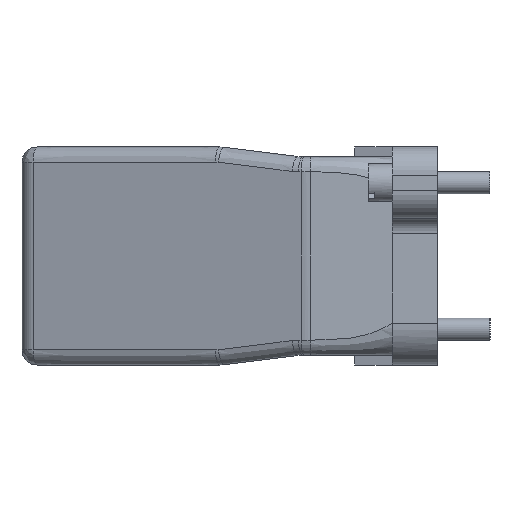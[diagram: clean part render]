
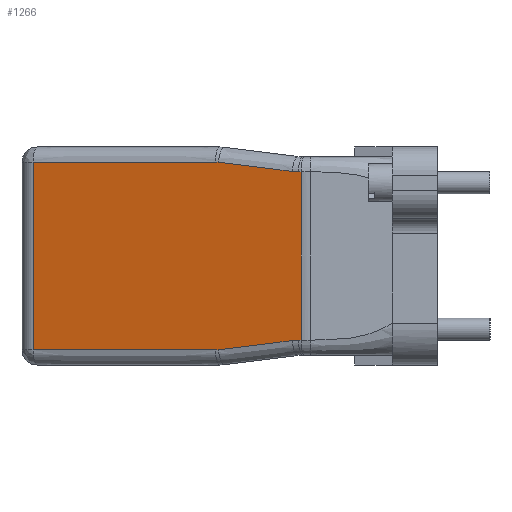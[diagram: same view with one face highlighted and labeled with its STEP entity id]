
A CAD part, left-side view. The second image highlights one B-rep face of the part: STEP entity #1266.
In plain terms, the highlighted planar face has unit normal (-0.966, 0.259, 0).
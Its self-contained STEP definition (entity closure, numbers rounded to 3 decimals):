
#749=B_SPLINE_CURVE_WITH_KNOTS('',3,(#9766,#9767,#9768,#9769),
 .UNSPECIFIED.,.F.,.F.,(4,4),(0.,1.),.UNSPECIFIED.);
#751=B_SPLINE_CURVE_WITH_KNOTS('',3,(#9788,#9789,#9790,#9791),
 .UNSPECIFIED.,.F.,.F.,(4,4),(0.,1.),.UNSPECIFIED.);
#752=B_SPLINE_CURVE_WITH_KNOTS('',3,(#9806,#9807,#9808,#9809),
 .UNSPECIFIED.,.F.,.F.,(4,4),(0.,1.),.UNSPECIFIED.);
#753=B_SPLINE_CURVE_WITH_KNOTS('',3,(#9824,#9825,#9826,#9827),
 .UNSPECIFIED.,.F.,.F.,(4,4),(0.,1.),.UNSPECIFIED.);
#754=B_SPLINE_CURVE_WITH_KNOTS('',3,(#9842,#9843,#9844,#9845),
 .UNSPECIFIED.,.F.,.F.,(4,4),(0.,1.),.UNSPECIFIED.);
#755=B_SPLINE_CURVE_WITH_KNOTS('',3,(#9860,#9861,#9862,#9863),
 .UNSPECIFIED.,.F.,.F.,(4,4),(0.,1.),.UNSPECIFIED.);
#756=B_SPLINE_CURVE_WITH_KNOTS('',3,(#9865,#9866,#9867,#9868),
 .UNSPECIFIED.,.F.,.F.,(4,4),(0.,1.),.UNSPECIFIED.);
#757=B_SPLINE_CURVE_WITH_KNOTS('',3,(#9870,#9871,#9872,#9873),
 .UNSPECIFIED.,.F.,.F.,(4,4),(0.,1.),.UNSPECIFIED.);
#758=B_SPLINE_CURVE_WITH_KNOTS('',3,(#9875,#9876,#9877,#9878),
 .UNSPECIFIED.,.F.,.F.,(4,4),(0.,1.),.UNSPECIFIED.);
#759=B_SPLINE_CURVE_WITH_KNOTS('',3,(#9880,#9881,#9882,#9883),
 .UNSPECIFIED.,.F.,.F.,(4,4),(0.,1.),.UNSPECIFIED.);
#1266=ADVANCED_FACE('',(#1773),#1521,.T.);
#1521=PLANE('',#6804);
#1773=FACE_OUTER_BOUND('',#2105,.T.);
#2105=EDGE_LOOP('',(#3036,#3037,#3038,#3039,#3040,#3041,#3042,#3043,#3044,
#3045,#3046,#3047));
#3036=ORIENTED_EDGE('',*,*,#4892,.T.);
#3037=ORIENTED_EDGE('',*,*,#4890,.T.);
#3038=ORIENTED_EDGE('',*,*,#4888,.T.);
#3039=ORIENTED_EDGE('',*,*,#4886,.T.);
#3040=ORIENTED_EDGE('',*,*,#4883,.T.);
#3041=ORIENTED_EDGE('',*,*,#4893,.F.);
#3042=ORIENTED_EDGE('',*,*,#4894,.T.);
#3043=ORIENTED_EDGE('',*,*,#4895,.T.);
#3044=ORIENTED_EDGE('',*,*,#4896,.T.);
#3045=ORIENTED_EDGE('',*,*,#4897,.T.);
#3046=ORIENTED_EDGE('',*,*,#4898,.T.);
#3047=ORIENTED_EDGE('',*,*,#4869,.T.);
#4210=VERTEX_POINT('',#9702);
#4211=VERTEX_POINT('',#9704);
#4217=VERTEX_POINT('',#9764);
#4219=VERTEX_POINT('',#9770);
#4220=VERTEX_POINT('',#9792);
#4221=VERTEX_POINT('',#9810);
#4222=VERTEX_POINT('',#9828);
#4223=VERTEX_POINT('',#9859);
#4224=VERTEX_POINT('',#9864);
#4225=VERTEX_POINT('',#9869);
#4226=VERTEX_POINT('',#9874);
#4227=VERTEX_POINT('',#9879);
#4869=EDGE_CURVE('',#4211,#4210,#5553,.T.);
#4883=EDGE_CURVE('',#4219,#4217,#749,.T.);
#4886=EDGE_CURVE('',#4220,#4219,#751,.T.);
#4888=EDGE_CURVE('',#4221,#4220,#752,.T.);
#4890=EDGE_CURVE('',#4222,#4221,#753,.T.);
#4892=EDGE_CURVE('',#4210,#4222,#754,.T.);
#4893=EDGE_CURVE('',#4223,#4217,#5558,.T.);
#4894=EDGE_CURVE('',#4223,#4224,#755,.T.);
#4895=EDGE_CURVE('',#4224,#4225,#756,.T.);
#4896=EDGE_CURVE('',#4225,#4226,#757,.T.);
#4897=EDGE_CURVE('',#4226,#4227,#758,.T.);
#4898=EDGE_CURVE('',#4227,#4211,#759,.T.);
#5553=LINE('',#9703,#6109);
#5558=LINE('',#9858,#6114);
#6109=VECTOR('',#7714,1.);
#6114=VECTOR('',#7745,1.);
#6804=AXIS2_PLACEMENT_3D('',#9884,#7746,#7747);
#7714=DIRECTION('',(0.,0.,-1.));
#7745=DIRECTION('',(0.,0.,-1.));
#7746=DIRECTION('',(-0.966,0.259,0.));
#7747=DIRECTION('',(-0.259,-0.966,0.));
#9702=CARTESIAN_POINT('',(-55.564,89.535,-25.));
#9703=CARTESIAN_POINT('',(-55.564,89.535,25.));
#9704=CARTESIAN_POINT('',(-55.564,89.535,25.));
#9764=CARTESIAN_POINT('',(-74.659,18.272,-22.4));
#9766=CARTESIAN_POINT('',(-74.487,18.914,-22.4));
#9767=CARTESIAN_POINT('',(-74.544,18.7,-22.4));
#9768=CARTESIAN_POINT('',(-74.602,18.486,-22.4));
#9769=CARTESIAN_POINT('',(-74.659,18.272,-22.4));
#9770=CARTESIAN_POINT('',(-74.487,18.914,-22.4));
#9788=CARTESIAN_POINT('',(-74.023,20.646,-22.508));
#9789=CARTESIAN_POINT('',(-74.177,20.072,-22.436));
#9790=CARTESIAN_POINT('',(-74.332,19.493,-22.4));
#9791=CARTESIAN_POINT('',(-74.487,18.914,-22.4));
#9792=CARTESIAN_POINT('',(-74.023,20.646,-22.508));
#9806=CARTESIAN_POINT('',(-68.766,40.266,-24.954));
#9807=CARTESIAN_POINT('',(-70.518,33.726,-24.138));
#9808=CARTESIAN_POINT('',(-72.271,27.186,-23.323));
#9809=CARTESIAN_POINT('',(-74.023,20.646,-22.508));
#9810=CARTESIAN_POINT('',(-68.766,40.266,-24.954));
#9824=CARTESIAN_POINT('',(-68.567,41.009,-25.));
#9825=CARTESIAN_POINT('',(-68.633,40.761,-25.));
#9826=CARTESIAN_POINT('',(-68.7,40.513,-24.985));
#9827=CARTESIAN_POINT('',(-68.766,40.266,-24.954));
#9828=CARTESIAN_POINT('',(-68.567,41.009,-25.));
#9842=CARTESIAN_POINT('',(-55.564,89.535,-25.));
#9843=CARTESIAN_POINT('',(-59.898,73.36,-25.));
#9844=CARTESIAN_POINT('',(-64.233,57.184,-25.));
#9845=CARTESIAN_POINT('',(-68.567,41.009,-25.));
#9858=CARTESIAN_POINT('',(-74.659,18.272,22.4));
#9859=CARTESIAN_POINT('',(-74.659,18.272,22.4));
#9860=CARTESIAN_POINT('',(-74.659,18.272,22.4));
#9861=CARTESIAN_POINT('',(-74.602,18.486,22.4));
#9862=CARTESIAN_POINT('',(-74.544,18.7,22.4));
#9863=CARTESIAN_POINT('',(-74.487,18.914,22.4));
#9864=CARTESIAN_POINT('',(-74.487,18.914,22.4));
#9865=CARTESIAN_POINT('',(-74.487,18.914,22.4));
#9866=CARTESIAN_POINT('',(-74.332,19.493,22.4));
#9867=CARTESIAN_POINT('',(-74.177,20.072,22.436));
#9868=CARTESIAN_POINT('',(-74.023,20.646,22.508));
#9869=CARTESIAN_POINT('',(-74.023,20.646,22.508));
#9870=CARTESIAN_POINT('',(-74.023,20.646,22.508));
#9871=CARTESIAN_POINT('',(-72.271,27.186,23.323));
#9872=CARTESIAN_POINT('',(-70.518,33.726,24.138));
#9873=CARTESIAN_POINT('',(-68.766,40.266,24.954));
#9874=CARTESIAN_POINT('',(-68.766,40.266,24.954));
#9875=CARTESIAN_POINT('',(-68.766,40.266,24.954));
#9876=CARTESIAN_POINT('',(-68.7,40.513,24.985));
#9877=CARTESIAN_POINT('',(-68.633,40.761,25.));
#9878=CARTESIAN_POINT('',(-68.567,41.009,25.));
#9879=CARTESIAN_POINT('',(-68.567,41.009,25.));
#9880=CARTESIAN_POINT('',(-68.567,41.009,25.));
#9881=CARTESIAN_POINT('',(-64.233,57.184,25.));
#9882=CARTESIAN_POINT('',(-59.898,73.36,25.));
#9883=CARTESIAN_POINT('',(-55.564,89.535,25.));
#9884=CARTESIAN_POINT('',(-55.538,89.632,-29.1));
